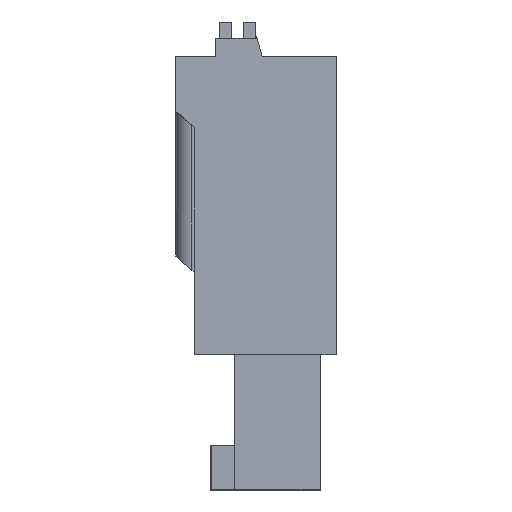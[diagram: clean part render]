
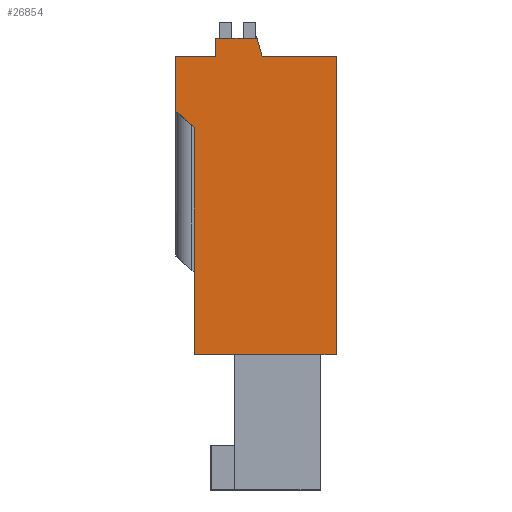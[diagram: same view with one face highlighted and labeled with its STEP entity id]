
A CAD part, left-side view. The second image highlights one B-rep face of the part: STEP entity #26854.
In plain terms, the highlighted planar face has unit normal (-1, 0, 0).
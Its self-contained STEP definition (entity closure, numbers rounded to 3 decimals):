
#1807=ORIENTED_EDGE('',*,*,#9644,.F.);
#1808=ORIENTED_EDGE('',*,*,#9645,.F.);
#1809=ORIENTED_EDGE('',*,*,#9646,.F.);
#1810=ORIENTED_EDGE('',*,*,#9647,.F.);
#1811=ORIENTED_EDGE('',*,*,#9648,.F.);
#1812=ORIENTED_EDGE('',*,*,#9649,.F.);
#1813=ORIENTED_EDGE('',*,*,#9650,.F.);
#1814=ORIENTED_EDGE('',*,*,#9651,.F.);
#1815=ORIENTED_EDGE('',*,*,#9652,.F.);
#1816=ORIENTED_EDGE('',*,*,#9653,.F.);
#9644=EDGE_CURVE('',#13534,#13535,#16233,.T.);
#9645=EDGE_CURVE('',#13536,#13534,#16234,.T.);
#9646=EDGE_CURVE('',#13537,#13536,#16235,.T.);
#9647=EDGE_CURVE('',#13538,#13537,#16236,.T.);
#9648=EDGE_CURVE('',#13539,#13538,#16237,.T.);
#9649=EDGE_CURVE('',#13540,#13539,#16238,.T.);
#9650=EDGE_CURVE('',#13541,#13540,#16239,.T.);
#9651=EDGE_CURVE('',#13542,#13541,#16240,.T.);
#9652=EDGE_CURVE('',#13543,#13542,#16241,.T.);
#9653=EDGE_CURVE('',#13535,#13543,#16242,.T.);
#13534=VERTEX_POINT('',#38919);
#13535=VERTEX_POINT('',#38920);
#13536=VERTEX_POINT('',#38922);
#13537=VERTEX_POINT('',#38924);
#13538=VERTEX_POINT('',#38926);
#13539=VERTEX_POINT('',#38928);
#13540=VERTEX_POINT('',#38930);
#13541=VERTEX_POINT('',#38932);
#13542=VERTEX_POINT('',#38934);
#13543=VERTEX_POINT('',#38936);
#16233=LINE('',#38918,#19746);
#16234=LINE('',#38921,#19747);
#16235=LINE('',#38923,#19748);
#16236=LINE('',#38925,#19749);
#16237=LINE('',#38927,#19750);
#16238=LINE('',#38929,#19751);
#16239=LINE('',#38931,#19752);
#16240=LINE('',#38933,#19753);
#16241=LINE('',#38935,#19754);
#16242=LINE('',#38937,#19755);
#19746=VECTOR('',#31090,1000.);
#19747=VECTOR('',#31091,1000.);
#19748=VECTOR('',#31092,1000.);
#19749=VECTOR('',#31093,1000.);
#19750=VECTOR('',#31094,1000.);
#19751=VECTOR('',#31095,1000.);
#19752=VECTOR('',#31096,1000.);
#19753=VECTOR('',#31097,1000.);
#19754=VECTOR('',#31098,1000.);
#19755=VECTOR('',#31099,1000.);
#22786=EDGE_LOOP('',(#1807,#1808,#1809,#1810,#1811,#1812,#1813,#1814,#1815,
#1816));
#24251=FACE_BOUND('',#22786,.T.);
#25689=PLANE('',#28364);
#26854=ADVANCED_FACE('',(#24251),#25689,.F.);
#28364=AXIS2_PLACEMENT_3D('',#38917,#31088,#31089);
#31088=DIRECTION('',(1.,0.,0.));
#31089=DIRECTION('',(0.,0.,-1.));
#31090=DIRECTION('',(0.,0.,-1.));
#31091=DIRECTION('',(0.,-1.,0.));
#31092=DIRECTION('',(0.,-0.268,-0.964));
#31093=DIRECTION('',(0.,-1.,0.));
#31094=DIRECTION('',(0.,0.,1.));
#31095=DIRECTION('',(0.,-1.,0.));
#31096=DIRECTION('',(0.,0.,1.));
#31097=DIRECTION('',(0.,0.747,0.664));
#31098=DIRECTION('',(0.,0.,1.));
#31099=DIRECTION('',(0.,1.,0.));
#38917=CARTESIAN_POINT('',(-17.845,0.,0.));
#38918=CARTESIAN_POINT('',(-17.845,-3.9,7.25));
#38919=CARTESIAN_POINT('',(-17.845,-3.9,7.25));
#38920=CARTESIAN_POINT('',(-17.845,-3.9,-7.25));
#38921=CARTESIAN_POINT('',(-17.845,-0.3,7.25));
#38922=CARTESIAN_POINT('',(-17.845,-0.3,7.25));
#38923=CARTESIAN_POINT('',(-17.845,-0.05,8.15));
#38924=CARTESIAN_POINT('',(-17.845,-0.05,8.15));
#38925=CARTESIAN_POINT('',(-17.845,1.95,8.15));
#38926=CARTESIAN_POINT('',(-17.845,1.95,8.15));
#38927=CARTESIAN_POINT('',(-17.845,1.95,7.25));
#38928=CARTESIAN_POINT('',(-17.845,1.95,7.25));
#38929=CARTESIAN_POINT('',(-17.845,3.9,7.25));
#38930=CARTESIAN_POINT('',(-17.845,3.9,7.25));
#38931=CARTESIAN_POINT('',(-17.845,3.9,4.6));
#38932=CARTESIAN_POINT('',(-17.845,3.9,4.6));
#38933=CARTESIAN_POINT('',(-17.845,3.,3.8));
#38934=CARTESIAN_POINT('',(-17.845,3.,3.8));
#38935=CARTESIAN_POINT('',(-17.845,3.,-7.25));
#38936=CARTESIAN_POINT('',(-17.845,3.,-7.25));
#38937=CARTESIAN_POINT('',(-17.845,-3.9,-7.25));
